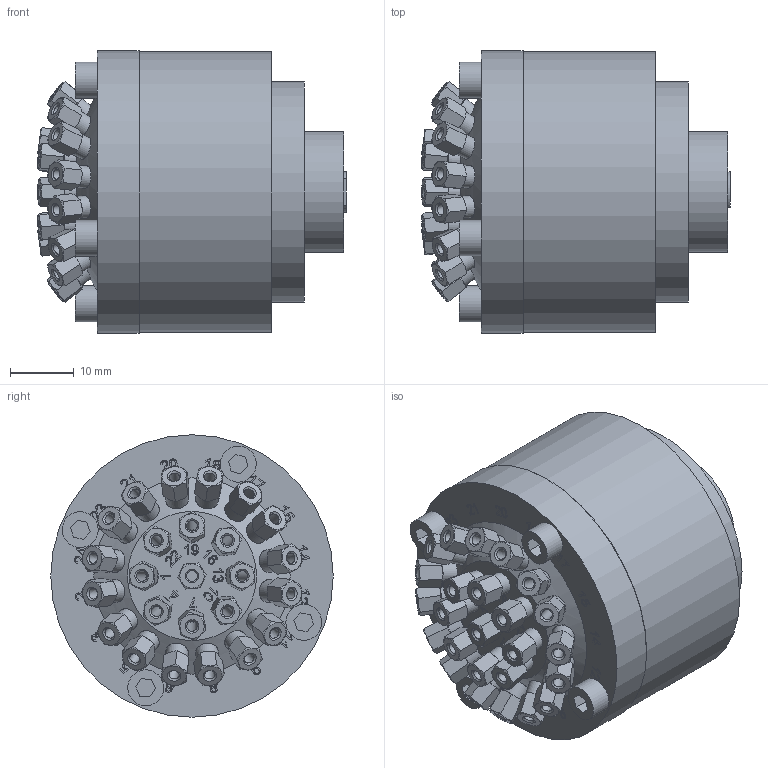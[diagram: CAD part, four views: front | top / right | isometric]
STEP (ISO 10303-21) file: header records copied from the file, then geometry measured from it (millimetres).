
FILE_DESCRIPTION((''),'2;1');
FILE_NAME('313410-C25G-24524D Replacement valve 24 mpos dead-end path.stp','2013-08-19T13:38:29',('Franzp'),(''),'Autodesk Inventor 2013','Autodesk Inventor 2013','');
FILE_SCHEMA(('AUTOMOTIVE_DESIGN { 1 0 10303 214 1 1 1 1 }'));
Length unit declared in the file: millimetre
Products named in the file (1): 313410_Shrinkwrap_1
Bounding box: 48.6 x 44.45 x 44.45 mm (x, y, z)
Surface area: 17218.7 mm2 (no closed solid volume)
Topology: 0 solids, 134 shells, 460 faces, 2398 edges, 1922 vertices
Faces by surface type: plane 312, cone 80, cylinder 68
Full cylindrical faces by diameter (mm): 1.65 x25, 3.175 x1, 3.22 x1, 3.505 x25, 3.6 x4, 5.65 x4, 6.045 x2, 6.336 x1, 15.875 x1, 19.025 x1, 34.798 x1, 44.196 x1, 44.45 x1
Entity records: 25214 total; most frequent: CARTESIAN_POINT 8203, DIRECTION 2872, ORIENTED_EDGE 2681, EDGE_CURVE 2171, VERTEX_POINT 1843, AXIS2_PLACEMENT_3D 1055, VECTOR 762, LINE 762
